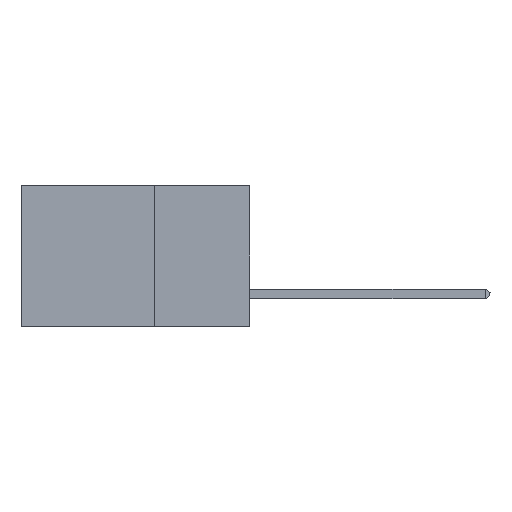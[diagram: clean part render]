
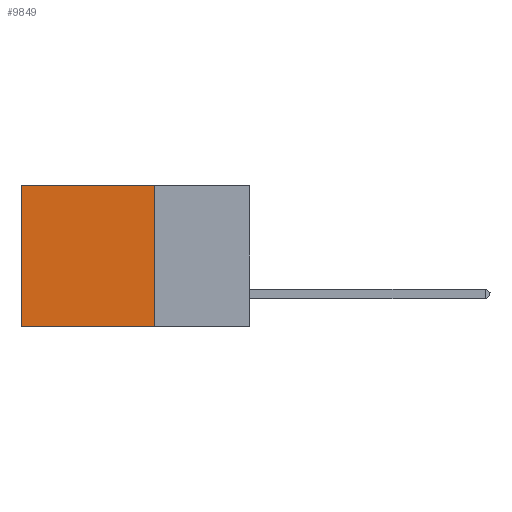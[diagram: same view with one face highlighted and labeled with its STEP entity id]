
A CAD part, left-side view. The second image highlights one B-rep face of the part: STEP entity #9849.
In plain terms, the highlighted planar face has unit normal (-1, 0, 0).
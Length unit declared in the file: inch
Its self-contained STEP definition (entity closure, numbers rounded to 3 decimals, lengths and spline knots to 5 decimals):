
#679 = DIRECTION ( 'NONE',  ( 0., 0., -1. ) ) ;
#794 = DIRECTION ( 'NONE',  ( 1., 0., 0. ) ) ;
#879 = CARTESIAN_POINT ( 'NONE',  ( 0.2875, 0.25, 0. ) ) ;
#902 = EDGE_LOOP ( 'NONE', ( #13401, #6279, #13532, #10162 ) ) ;
#2347 = EDGE_CURVE ( 'NONE', #10180, #16032, #9673, .T. ) ;
#2403 = EDGE_CURVE ( 'NONE', #4256, #5107, #16913, .T. ) ;
#2981 = DIRECTION ( 'NONE',  ( 0., 0., -1. ) ) ;
#3362 = AXIS2_PLACEMENT_3D ( 'NONE', #13823, #794, #2981 ) ;
#4256 = VERTEX_POINT ( 'NONE', #4507 ) ;
#4507 = CARTESIAN_POINT ( 'NONE',  ( 0.2875, 0.6, 0. ) ) ;
#4675 = VECTOR ( 'NONE', #16308, 39.37008 ) ;
#5107 = VERTEX_POINT ( 'NONE', #11123 ) ;
#5807 = EDGE_CURVE ( 'NONE', #16032, #5107, #10919, .T. ) ;
#5990 = VECTOR ( 'NONE', #6831, 39.37008 ) ;
#6279 = ORIENTED_EDGE ( 'NONE', *, *, #5807, .F. ) ;
#6637 = DIRECTION ( 'NONE',  ( 0., 0., -1. ) ) ;
#6831 = DIRECTION ( 'NONE',  ( 0., 1., 0. ) ) ;
#7264 = CARTESIAN_POINT ( 'NONE',  ( 0.2875, 0.25, -0.37 ) ) ;
#8834 = EDGE_CURVE ( 'NONE', #10180, #4256, #9471, .T. ) ;
#9471 = LINE ( 'NONE', #879, #5990 ) ;
#9673 = LINE ( 'NONE', #13557, #15262 ) ;
#9849 = ADVANCED_FACE ( 'NONE', ( #19011 ), #10826, .F. ) ;
#9915 = VECTOR ( 'NONE', #6637, 39.37008 ) ;
#10162 = ORIENTED_EDGE ( 'NONE', *, *, #8834, .T. ) ;
#10180 = VERTEX_POINT ( 'NONE', #15536 ) ;
#10826 = PLANE ( 'NONE',  #3362 ) ;
#10919 = LINE ( 'NONE', #7264, #4675 ) ;
#11123 = CARTESIAN_POINT ( 'NONE',  ( 0.2875, 0.6, -0.37 ) ) ;
#13401 = ORIENTED_EDGE ( 'NONE', *, *, #2403, .T. ) ;
#13532 = ORIENTED_EDGE ( 'NONE', *, *, #2347, .F. ) ;
#13557 = CARTESIAN_POINT ( 'NONE',  ( 0.2875, 0.25, 0. ) ) ;
#13823 = CARTESIAN_POINT ( 'NONE',  ( 0.2875, 0.25, 0. ) ) ;
#15262 = VECTOR ( 'NONE', #679, 39.37008 ) ;
#15536 = CARTESIAN_POINT ( 'NONE',  ( 0.2875, 0.25, 0. ) ) ;
#15752 = CARTESIAN_POINT ( 'NONE',  ( 0.2875, 0.6, 0. ) ) ;
#16032 = VERTEX_POINT ( 'NONE', #16924 ) ;
#16308 = DIRECTION ( 'NONE',  ( 0., 1., 0. ) ) ;
#16913 = LINE ( 'NONE', #15752, #9915 ) ;
#16924 = CARTESIAN_POINT ( 'NONE',  ( 0.2875, 0.25, -0.37 ) ) ;
#19011 = FACE_OUTER_BOUND ( 'NONE', #902, .T. ) ;
